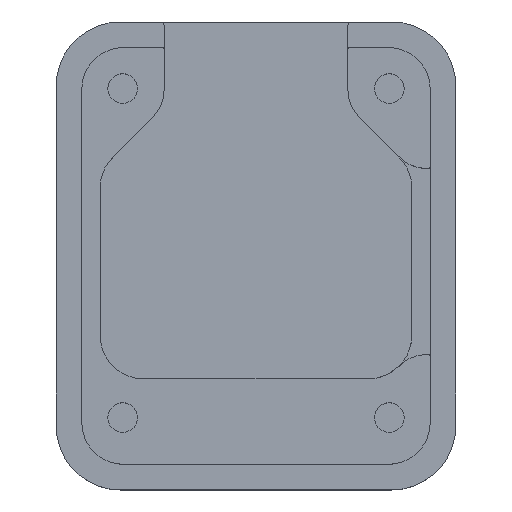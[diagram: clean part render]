
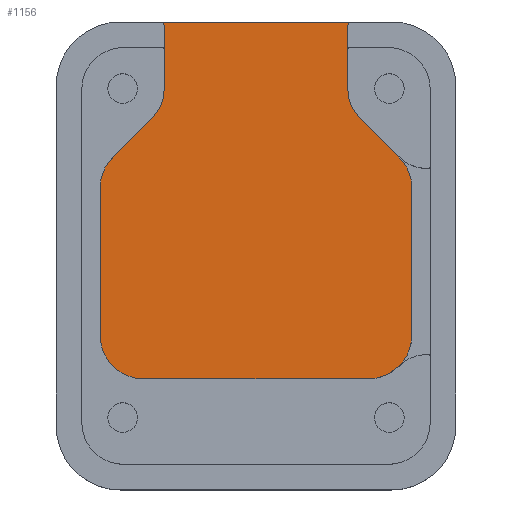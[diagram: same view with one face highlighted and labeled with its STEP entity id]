
A CAD part, top view. The second image highlights one B-rep face of the part: STEP entity #1156.
In plain terms, the highlighted planar face has unit normal (0, 0, 1).
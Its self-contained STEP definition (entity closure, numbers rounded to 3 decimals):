
#330=CARTESIAN_POINT('POINT25',(0.422,1.814,0.059));
#331=VERTEX_POINT('VERTEX25',#330);
#338=CARTESIAN_POINT('POINT26',(0.407,1.829,0.059));
#339=VERTEX_POINT('VERTEX26',#338);
#340=CARTESIAN_POINT('POS40',(0.407,1.814,0.059));
#341=DIRECTION('DIR63',(0.,0.,-1.));
#342=DIRECTION('DIR64',(1.,0.,0.));
#343=AXIS2_PLACEMENT_3D('AXIS24',#340,#341,#342);
#344=CIRCLE('ELLIPSE13',#343,0.015);
#345=EDGE_CURVE('EDGE32',#331,#339,#344,.F.);
#361=CARTESIAN_POINT('POINT27',(1.155,1.829,0.059));
#362=VERTEX_POINT('VERTEX27',#361);
#363=CARTESIAN_POINT('POS43',(1.155,1.829,0.059));
#364=DIRECTION('DIR68',(-1.,0.,0.));
#365=VECTOR('VEC18',#364,1.);
#366=LINE('STRAIGHT18',#363,#365);
#367=EDGE_CURVE('EDGE34',#339,#362,#366,.F.);
#602=CARTESIAN_POINT('POINT43',(0.422,1.565,0.059));
#603=VERTEX_POINT('VERTEX43',#602);
#604=CARTESIAN_POINT('POS73',(0.422,1.814,0.059));
#605=DIRECTION('DIR111',(0.,-1.,0.));
#606=VECTOR('VEC35',#605,1.);
#607=LINE('STRAIGHT35',#604,#606);
#608=EDGE_CURVE('EDGE57',#603,#331,#607,.F.);
#650=CARTESIAN_POINT('POINT46',(0.377,
   1.456,0.059));
#651=VERTEX_POINT('VERTEX46',#650);
#658=CARTESIAN_POINT('POS80',(0.269,1.565,0.059));
#659=DIRECTION('DIR120',(0.,0.,1.));
#660=DIRECTION('DIR121',(1.,0.,0.));
#661=AXIS2_PLACEMENT_3D('AXIS41',#658,#659,#660);
#662=CIRCLE('ELLIPSE21',#661,0.153);
#663=EDGE_CURVE('EDGE63',#651,#603,#662,.T.);
#682=CARTESIAN_POINT('POINT48',(0.222,
   1.301,0.059));
#683=VERTEX_POINT('VERTEX48',#682);
#690=CARTESIAN_POINT('POS84',(0.222,
   1.301,0.059));
#691=DIRECTION('DIR126',(0.708,0.707,
   0.));
#692=VECTOR('VEC42',#691,1.);
#693=LINE('STRAIGHT42',#690,#692);
#694=EDGE_CURVE('EDGE66',#683,#651,#693,.T.);
#714=CARTESIAN_POINT('POINT50',(0.172,1.181,0.059));
#715=VERTEX_POINT('VERTEX50',#714);
#722=CARTESIAN_POINT('POS88',(0.343,1.181,0.059));
#723=DIRECTION('DIR132',(0.,0.,1.));
#724=DIRECTION('DIR133',(1.,0.,0.));
#725=AXIS2_PLACEMENT_3D('AXIS45',#722,#723,#724);
#726=CIRCLE('ELLIPSE23',#725,0.171);
#727=EDGE_CURVE('EDGE69',#715,#683,#726,.F.);
#746=CARTESIAN_POINT('POINT52',(0.172,0.605,0.059));
#747=VERTEX_POINT('VERTEX52',#746);
#754=CARTESIAN_POINT('POS92',(0.172,1.181,0.059));
#755=DIRECTION('DIR138',(0.,-1.,0.));
#756=VECTOR('VEC46',#755,1.);
#757=LINE('STRAIGHT46',#754,#756);
#758=EDGE_CURVE('EDGE72',#747,#715,#757,.F.);
#778=CARTESIAN_POINT('POINT54',(0.343,0.434,0.059));
#779=VERTEX_POINT('VERTEX54',#778);
#786=CARTESIAN_POINT('POS96',(0.343,0.605,0.059));
#787=DIRECTION('DIR144',(0.,0.,1.));
#788=DIRECTION('DIR145',(1.,0.,0.));
#789=AXIS2_PLACEMENT_3D('AXIS49',#786,#787,#788);
#790=CIRCLE('ELLIPSE25',#789,0.171);
#791=EDGE_CURVE('EDGE75',#779,#747,#790,.F.);
#810=CARTESIAN_POINT('POINT56',(1.219,0.434,0.059));
#811=VERTEX_POINT('VERTEX56',#810);
#818=CARTESIAN_POINT('POS100',(0.343,0.434,0.059));
#819=DIRECTION('DIR150',(1.,0.,0.));
#820=VECTOR('VEC50',#819,1.);
#821=LINE('STRAIGHT50',#818,#820);
#822=EDGE_CURVE('EDGE78',#811,#779,#821,.F.);
#1042=CARTESIAN_POINT('POINT70',(1.39,0.605,0.059));
#1043=VERTEX_POINT('VERTEX70',#1042);
#1050=CARTESIAN_POINT('POS126',(1.219,0.605,0.059));
#1051=DIRECTION('DIR189',(0.,0.,1.));
#1052=DIRECTION('DIR190',(1.,0.,0.));
#1053=AXIS2_PLACEMENT_3D('AXIS64',#1050,#1051,#1052);
#1054=CIRCLE('ELLIPSE33',#1053,0.171);
#1055=EDGE_CURVE('EDGE101',#1043,#811,#1054,.F.);
#1075=CARTESIAN_POINT('POINT72',(1.39,1.181,0.059));
#1076=VERTEX_POINT('VERTEX72',#1075);
#1083=CARTESIAN_POINT('POS130',(1.39,0.605,0.059));
#1084=DIRECTION('DIR195',(0.,1.,0.));
#1085=VECTOR('VEC65',#1084,1.);
#1086=LINE('STRAIGHT65',#1083,#1085);
#1087=EDGE_CURVE('EDGE104',#1076,#1043,#1086,.F.);
#1097=ORIENTED_EDGE('COEDGE151',*,*,#367,.F.);
#1098=ORIENTED_EDGE('COEDGE152',*,*,#345,.F.);
#1099=ORIENTED_EDGE('COEDGE153',*,*,#608,.F.);
#1100=ORIENTED_EDGE('COEDGE154',*,*,#663,.F.);
#1101=ORIENTED_EDGE('COEDGE155',*,*,#694,.F.);
#1102=ORIENTED_EDGE('COEDGE156',*,*,#727,.F.);
#1103=ORIENTED_EDGE('COEDGE157',*,*,#758,.F.);
#1104=ORIENTED_EDGE('COEDGE158',*,*,#791,.F.);
#1105=ORIENTED_EDGE('COEDGE159',*,*,#822,.F.);
#1106=ORIENTED_EDGE('COEDGE160',*,*,#1055,.F.);
#1107=ORIENTED_EDGE('COEDGE161',*,*,#1087,.F.);
#1108=CARTESIAN_POINT('POINT73',(1.34,
   1.301,0.059));
#1109=VERTEX_POINT('VERTEX73',#1108);
#1110=CARTESIAN_POINT('POS132',(1.219,1.181,0.059));
#1111=DIRECTION('DIR198',(0.,0.,1.));
#1112=DIRECTION('DIR199',(1.,0.,0.));
#1113=AXIS2_PLACEMENT_3D('AXIS67',#1110,#1111,#1112);
#1114=CIRCLE('ELLIPSE34',#1113,0.171);
#1115=EDGE_CURVE('EDGE105',#1109,#1076,#1114,.F.);
#1116=ORIENTED_EDGE('COEDGE162',*,*,#1115,.F.);
#1117=CARTESIAN_POINT('POINT74',(1.185,
   1.456,0.059));
#1118=VERTEX_POINT('VERTEX74',#1117);
#1119=CARTESIAN_POINT('POS133',(1.34,
   1.301,0.059));
#1120=DIRECTION('DIR200',(-0.708,0.707,
   0.));
#1121=VECTOR('VEC66',#1120,1.);
#1122=LINE('STRAIGHT66',#1119,#1121);
#1123=EDGE_CURVE('EDGE106',#1118,#1109,#1122,.F.);
#1124=ORIENTED_EDGE('COEDGE163',*,*,#1123,.F.);
#1125=CARTESIAN_POINT('POINT75',(1.14,1.565,0.059));
#1126=VERTEX_POINT('VERTEX75',#1125);
#1127=CARTESIAN_POINT('POS134',(1.293,1.565,0.059));
#1128=DIRECTION('DIR201',(0.,0.,1.));
#1129=DIRECTION('DIR202',(1.,0.,0.));
#1130=AXIS2_PLACEMENT_3D('AXIS68',#1127,#1128,#1129);
#1131=CIRCLE('ELLIPSE35',#1130,0.153);
#1132=EDGE_CURVE('EDGE107',#1126,#1118,#1131,.T.);
#1133=ORIENTED_EDGE('COEDGE164',*,*,#1132,.F.);
#1134=CARTESIAN_POINT('POINT76',(1.14,1.814,0.059));
#1135=VERTEX_POINT('VERTEX76',#1134);
#1136=CARTESIAN_POINT('POS135',(1.14,1.814,0.059));
#1137=DIRECTION('DIR203',(0.,-1.,0.));
#1138=VECTOR('VEC67',#1137,1.);
#1139=LINE('STRAIGHT67',#1136,#1138);
#1140=EDGE_CURVE('EDGE108',#1135,#1126,#1139,.T.);
#1141=ORIENTED_EDGE('COEDGE165',*,*,#1140,.F.);
#1142=CARTESIAN_POINT('POS136',(1.155,1.814,0.059));
#1143=DIRECTION('DIR204',(0.,0.,-1.));
#1144=DIRECTION('DIR205',(1.,0.,0.));
#1145=AXIS2_PLACEMENT_3D('AXIS69',#1142,#1143,#1144);
#1146=CIRCLE('ELLIPSE36',#1145,0.015);
#1147=EDGE_CURVE('EDGE109',#362,#1135,#1146,.F.);
#1148=ORIENTED_EDGE('COEDGE166',*,*,#1147,.F.);
#1149=EDGE_LOOP('NONE',(#1097,#1098,#1099,#1100,#1101,#1102,#1103,#1104,
   #1105,#1106,#1107,#1116,#1124,#1133,#1141,#1148));
#1150=FACE_BOUND('LOOP1',#1149,.T.);
#1151=CARTESIAN_POINT('POS137',(0.269,1.565,0.059));
#1152=DIRECTION('DIR206',(0.,0.,1.));
#1153=DIRECTION('DIR207',(1.,0.,0.));
#1154=AXIS2_PLACEMENT_3D('AXIS70',#1151,#1152,#1153);
#1155=PLANE('PLANE18',#1154);
#1156=ADVANCED_FACE('FACE37',(#1150),#1155,.T.);
